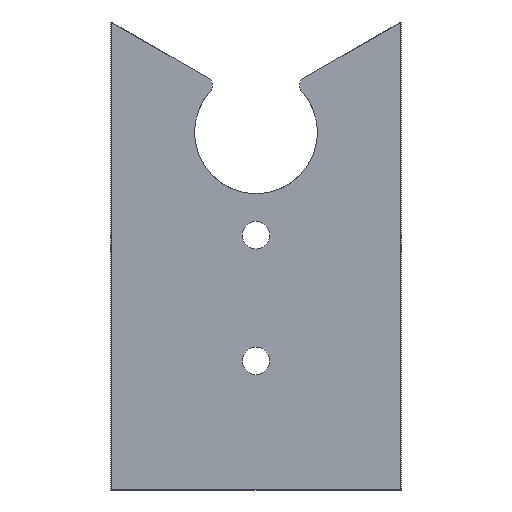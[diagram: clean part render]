
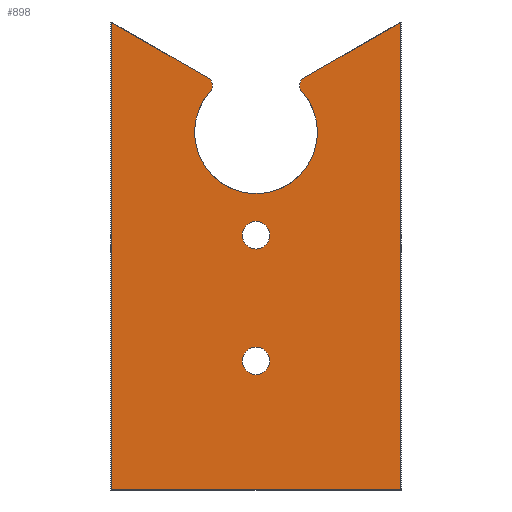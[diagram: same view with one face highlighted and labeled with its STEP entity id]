
A CAD part, front view. The second image highlights one B-rep face of the part: STEP entity #898.
In plain terms, the highlighted planar face has unit normal (0, -1, 0).
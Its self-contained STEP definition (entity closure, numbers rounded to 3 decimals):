
#71=DIRECTION('',(-0.866,0.,0.5));
#72=VECTOR('',#71,22.955);
#73=CARTESIAN_POINT('',(-9.92,0.,-14.788));
#74=LINE('',#73,#72);
#78=CARTESIAN_POINT('',(-10.82,0.,-16.347));
#79=DIRECTION('',(0.,-1.,0.));
#80=DIRECTION('',(0.746,0.,-0.666));
#81=AXIS2_PLACEMENT_3D('',#78,#79,#80);
#86=CARTESIAN_POINT('',(0.,0.,-26.));
#87=DIRECTION('',(0.,1.,0.));
#88=DIRECTION('',(0.746,0.,0.666));
#89=AXIS2_PLACEMENT_3D('',#86,#87,#88);
#94=CARTESIAN_POINT('',(10.82,0.,-16.347));
#95=DIRECTION('',(0.,-1.,0.));
#96=DIRECTION('',(-0.5,0.,0.866));
#97=AXIS2_PLACEMENT_3D('',#94,#95,#96);
#102=DIRECTION('',(-0.866,0.,-0.5));
#103=VECTOR('',#102,22.955);
#104=CARTESIAN_POINT('',(29.8,0.,-3.311));
#105=LINE('',#104,#103);
#109=CARTESIAN_POINT('',(0.,0.,-73.3));
#110=DIRECTION('',(0.,1.,0.));
#111=DIRECTION('',(0.,0.,-1.));
#112=AXIS2_PLACEMENT_3D('',#109,#110,#111);
#117=CARTESIAN_POINT('',(0.,0.,-73.3));
#118=DIRECTION('',(0.,1.,0.));
#119=DIRECTION('',(0.,0.,1.));
#120=AXIS2_PLACEMENT_3D('',#117,#118,#119);
#125=CARTESIAN_POINT('',(0.,0.,-47.3));
#126=DIRECTION('',(0.,1.,0.));
#127=DIRECTION('',(0.,0.,-1.));
#128=AXIS2_PLACEMENT_3D('',#125,#126,#127);
#133=CARTESIAN_POINT('',(0.,0.,-47.3));
#134=DIRECTION('',(0.,1.,0.));
#135=DIRECTION('',(0.,0.,1.));
#136=AXIS2_PLACEMENT_3D('',#133,#134,#135);
#141=DIRECTION('',(-1.,0.,0.));
#142=VECTOR('',#141,59.6);
#143=CARTESIAN_POINT('',(29.8,0.,-99.8));
#144=LINE('',#143,#142);
#155=DIRECTION('',(0.,0.,1.));
#156=VECTOR('',#155,96.489);
#157=CARTESIAN_POINT('',(-29.8,0.,-99.8));
#158=LINE('',#157,#156);
#168=CARTESIAN_POINT('',(-29.8,0.,-99.8));
#198=CARTESIAN_POINT('',(-29.8,0.,-3.311));
#692=DIRECTION('',(0.,0.,-1.));
#693=VECTOR('',#692,96.489);
#694=CARTESIAN_POINT('',(29.8,0.,-3.311));
#695=LINE('',#694,#693);
#715=CARTESIAN_POINT('',(9.92,0.,-14.788));
#717=VERTEX_POINT('',#715);
#719=CARTESIAN_POINT('',(29.8,0.,-3.311));
#720=CARTESIAN_POINT('',(29.8,0.,-99.8));
#721=VERTEX_POINT('',#719);
#722=VERTEX_POINT('',#720);
#727=CARTESIAN_POINT('',(-9.477,0.,-17.545));
#729=VERTEX_POINT('',#727);
#738=VERTEX_POINT('',#168);
#745=CARTESIAN_POINT('',(9.477,0.,-17.545));
#746=VERTEX_POINT('',#745);
#777=CARTESIAN_POINT('',(-9.92,0.,-14.788));
#778=VERTEX_POINT('',#777);
#783=VERTEX_POINT('',#198);
#792=CARTESIAN_POINT('',(0.,0.,-44.45));
#794=VERTEX_POINT('',#792);
#796=CARTESIAN_POINT('',(0.,0.,-50.15));
#798=VERTEX_POINT('',#796);
#800=CARTESIAN_POINT('',(0.,0.,-70.45));
#802=VERTEX_POINT('',#800);
#804=CARTESIAN_POINT('',(0.,0.,-76.15));
#806=VERTEX_POINT('',#804);
#864=CARTESIAN_POINT('',(30.,0.,-100.));
#865=DIRECTION('',(0.,-1.,0.));
#866=DIRECTION('',(0.,0.,-1.));
#867=AXIS2_PLACEMENT_3D('',#864,#865,#866);
#868=PLANE('',#867);
#870=ORIENTED_EDGE('',*,*,#869,.T.);
#872=ORIENTED_EDGE('',*,*,#871,.T.);
#874=ORIENTED_EDGE('',*,*,#873,.F.);
#876=ORIENTED_EDGE('',*,*,#875,.F.);
#878=ORIENTED_EDGE('',*,*,#877,.F.);
#880=ORIENTED_EDGE('',*,*,#879,.F.);
#881=ORIENTED_EDGE('',*,*,#844,.F.);
#883=ORIENTED_EDGE('',*,*,#882,.T.);
#884=EDGE_LOOP('',(#870,#872,#874,#876,#878,#880,#881,#883));
#885=FACE_OUTER_BOUND('',#884,.F.);
#887=ORIENTED_EDGE('',*,*,#886,.F.);
#889=ORIENTED_EDGE('',*,*,#888,.F.);
#890=EDGE_LOOP('',(#887,#889));
#891=FACE_BOUND('',#890,.F.);
#893=ORIENTED_EDGE('',*,*,#892,.F.);
#895=ORIENTED_EDGE('',*,*,#894,.F.);
#896=EDGE_LOOP('',(#893,#895));
#897=FACE_BOUND('',#896,.F.);
#898=ADVANCED_FACE('',(#885,#891,#897),#868,.T.);
#82=CIRCLE('',#81,1.8);
#90=CIRCLE('',#89,12.7);
#98=CIRCLE('',#97,1.8);
#113=CIRCLE('',#112,2.85);
#121=CIRCLE('',#120,2.85);
#129=CIRCLE('',#128,2.85);
#137=CIRCLE('',#136,2.85);
#844=EDGE_CURVE('',#721,#717,#105,.T.);
#869=EDGE_CURVE('',#722,#738,#144,.T.);
#871=EDGE_CURVE('',#738,#783,#158,.T.);
#873=EDGE_CURVE('',#778,#783,#74,.T.);
#875=EDGE_CURVE('',#729,#778,#82,.T.);
#877=EDGE_CURVE('',#746,#729,#90,.T.);
#879=EDGE_CURVE('',#717,#746,#98,.T.);
#882=EDGE_CURVE('',#721,#722,#695,.T.);
#886=EDGE_CURVE('',#806,#802,#113,.T.);
#888=EDGE_CURVE('',#802,#806,#121,.T.);
#892=EDGE_CURVE('',#798,#794,#129,.T.);
#894=EDGE_CURVE('',#794,#798,#137,.T.);
